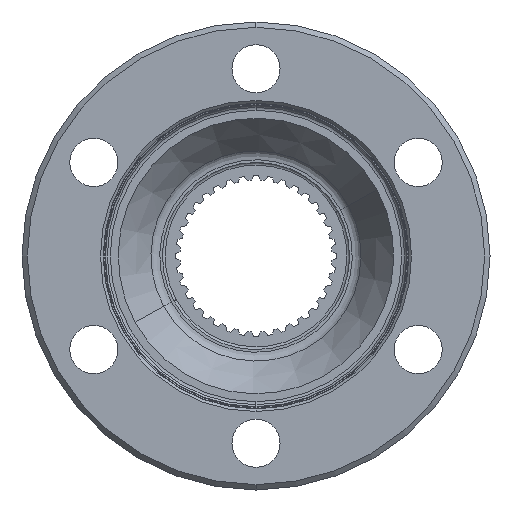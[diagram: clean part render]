
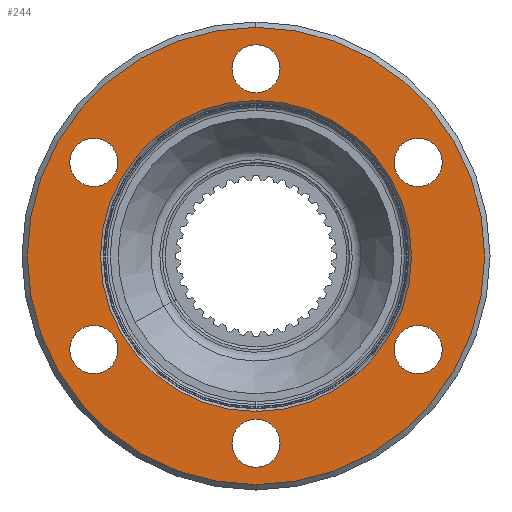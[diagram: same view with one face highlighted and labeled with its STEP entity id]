
A CAD part, left-side view. The second image highlights one B-rep face of the part: STEP entity #244.
In plain terms, the highlighted planar face has unit normal (-1, 0, 0).
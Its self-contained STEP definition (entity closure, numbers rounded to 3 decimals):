
#48=AXIS2_PLACEMENT_3D('Circle Axis2P3D',#46,#47,$) ;
#87=AXIS2_PLACEMENT_3D('Circle Axis2P3D',#85,#86,$) ;
#112=AXIS2_PLACEMENT_3D('Plane Axis2P3D',#109,#110,#111) ;
#120=AXIS2_PLACEMENT_3D('Circle Axis2P3D',#118,#119,$) ;
#129=AXIS2_PLACEMENT_3D('Circle Axis2P3D',#127,#128,$) ;
#138=AXIS2_PLACEMENT_3D('Circle Axis2P3D',#136,#137,$) ;
#147=AXIS2_PLACEMENT_3D('Circle Axis2P3D',#145,#146,$) ;
#156=AXIS2_PLACEMENT_3D('Circle Axis2P3D',#154,#155,$) ;
#165=AXIS2_PLACEMENT_3D('Circle Axis2P3D',#163,#164,$) ;
#174=AXIS2_PLACEMENT_3D('Circle Axis2P3D',#172,#173,$) ;
#183=AXIS2_PLACEMENT_3D('Circle Axis2P3D',#181,#182,$) ;
#192=AXIS2_PLACEMENT_3D('Circle Axis2P3D',#190,#191,$) ;
#201=AXIS2_PLACEMENT_3D('Circle Axis2P3D',#199,#200,$) ;
#210=AXIS2_PLACEMENT_3D('Circle Axis2P3D',#208,#209,$) ;
#219=AXIS2_PLACEMENT_3D('Circle Axis2P3D',#217,#218,$) ;
#228=AXIS2_PLACEMENT_3D('Circle Axis2P3D',#226,#227,$) ;
#237=AXIS2_PLACEMENT_3D('Circle Axis2P3D',#235,#236,$) ;
#43=CARTESIAN_POINT('Vertex',(0.,0.,42.75)) ;
#46=CARTESIAN_POINT('Axis2P3D Location',(0.,0.,0.)) ;
#50=CARTESIAN_POINT('Vertex',(0.,0.,-42.75)) ;
#85=CARTESIAN_POINT('Axis2P3D Location',(0.,0.,0.)) ;
#109=CARTESIAN_POINT('Axis2P3D Location',(0.,0.,42.75)) ;
#118=CARTESIAN_POINT('Axis2P3D Location',(0.,0.,0.)) ;
#122=CARTESIAN_POINT('Vertex',(0.,0.,-29.075)) ;
#124=CARTESIAN_POINT('Vertex',(0.,0.,29.075)) ;
#127=CARTESIAN_POINT('Axis2P3D Location',(0.,0.,0.)) ;
#136=CARTESIAN_POINT('Axis2P3D Location',(0.,0.,35.)) ;
#140=CARTESIAN_POINT('Vertex',(0.,-4.5,35.)) ;
#142=CARTESIAN_POINT('Vertex',(0.,4.5,35.)) ;
#145=CARTESIAN_POINT('Axis2P3D Location',(0.,0.,35.)) ;
#154=CARTESIAN_POINT('Axis2P3D Location',(0.,-30.311,17.5)) ;
#158=CARTESIAN_POINT('Vertex',(0.,-32.561,13.603)) ;
#160=CARTESIAN_POINT('Vertex',(0.,-28.061,21.397)) ;
#163=CARTESIAN_POINT('Axis2P3D Location',(0.,-30.311,17.5)) ;
#172=CARTESIAN_POINT('Axis2P3D Location',(0.,-30.311,-17.5)) ;
#176=CARTESIAN_POINT('Vertex',(0.,-28.061,-21.397)) ;
#178=CARTESIAN_POINT('Vertex',(0.,-32.561,-13.603)) ;
#181=CARTESIAN_POINT('Axis2P3D Location',(0.,-30.311,-17.5)) ;
#190=CARTESIAN_POINT('Axis2P3D Location',(0.,0.,-35.)) ;
#194=CARTESIAN_POINT('Vertex',(0.,4.5,-35.)) ;
#196=CARTESIAN_POINT('Vertex',(0.,-4.5,-35.)) ;
#199=CARTESIAN_POINT('Axis2P3D Location',(0.,0.,-35.)) ;
#208=CARTESIAN_POINT('Axis2P3D Location',(0.,30.311,-17.5)) ;
#212=CARTESIAN_POINT('Vertex',(0.,32.561,-13.603)) ;
#214=CARTESIAN_POINT('Vertex',(0.,28.061,-21.397)) ;
#217=CARTESIAN_POINT('Axis2P3D Location',(0.,30.311,-17.5)) ;
#226=CARTESIAN_POINT('Axis2P3D Location',(0.,30.311,17.5)) ;
#230=CARTESIAN_POINT('Vertex',(0.,28.061,21.397)) ;
#232=CARTESIAN_POINT('Vertex',(0.,32.561,13.603)) ;
#235=CARTESIAN_POINT('Axis2P3D Location',(0.,30.311,17.5)) ;
#47=DIRECTION('Axis2P3D Direction',(1.,0.,0.)) ;
#86=DIRECTION('Axis2P3D Direction',(1.,0.,0.)) ;
#110=DIRECTION('Axis2P3D Direction',(-1.,0.,0.)) ;
#111=DIRECTION('Axis2P3D XDirection',(0.,0.,1.)) ;
#119=DIRECTION('Axis2P3D Direction',(-1.,0.,0.)) ;
#128=DIRECTION('Axis2P3D Direction',(-1.,0.,0.)) ;
#137=DIRECTION('Axis2P3D Direction',(-1.,0.,0.)) ;
#146=DIRECTION('Axis2P3D Direction',(-1.,0.,0.)) ;
#155=DIRECTION('Axis2P3D Direction',(-1.,0.,0.)) ;
#164=DIRECTION('Axis2P3D Direction',(-1.,0.,0.)) ;
#173=DIRECTION('Axis2P3D Direction',(-1.,0.,0.)) ;
#182=DIRECTION('Axis2P3D Direction',(-1.,0.,0.)) ;
#191=DIRECTION('Axis2P3D Direction',(-1.,0.,0.)) ;
#200=DIRECTION('Axis2P3D Direction',(-1.,0.,0.)) ;
#209=DIRECTION('Axis2P3D Direction',(-1.,0.,0.)) ;
#218=DIRECTION('Axis2P3D Direction',(-1.,0.,0.)) ;
#227=DIRECTION('Axis2P3D Direction',(-1.,0.,0.)) ;
#236=DIRECTION('Axis2P3D Direction',(-1.,0.,0.)) ;
#115=ORIENTED_EDGE('',*,*,#52,.F.) ;
#116=ORIENTED_EDGE('',*,*,#89,.F.) ;
#133=ORIENTED_EDGE('',*,*,#126,.F.) ;
#134=ORIENTED_EDGE('',*,*,#131,.F.) ;
#151=ORIENTED_EDGE('',*,*,#144,.F.) ;
#152=ORIENTED_EDGE('',*,*,#149,.F.) ;
#169=ORIENTED_EDGE('',*,*,#162,.F.) ;
#170=ORIENTED_EDGE('',*,*,#167,.F.) ;
#187=ORIENTED_EDGE('',*,*,#180,.F.) ;
#188=ORIENTED_EDGE('',*,*,#185,.F.) ;
#205=ORIENTED_EDGE('',*,*,#198,.F.) ;
#206=ORIENTED_EDGE('',*,*,#203,.F.) ;
#223=ORIENTED_EDGE('',*,*,#216,.F.) ;
#224=ORIENTED_EDGE('',*,*,#221,.F.) ;
#241=ORIENTED_EDGE('',*,*,#234,.F.) ;
#242=ORIENTED_EDGE('',*,*,#239,.F.) ;
#135=FACE_BOUND('',#132,.T.) ;
#153=FACE_BOUND('',#150,.T.) ;
#171=FACE_BOUND('',#168,.T.) ;
#189=FACE_BOUND('',#186,.T.) ;
#207=FACE_BOUND('',#204,.T.) ;
#225=FACE_BOUND('',#222,.T.) ;
#243=FACE_BOUND('',#240,.T.) ;
#244=ADVANCED_FACE('MANIFOLD_SOLID_BREP #446717',(#117,#135,#153,#171,#189,#207,#225,#243),#113,.T.) ;
#49=CIRCLE('generated circle',#48,42.75) ;
#88=CIRCLE('generated circle',#87,42.75) ;
#121=CIRCLE('generated circle',#120,29.075) ;
#130=CIRCLE('generated circle',#129,29.075) ;
#139=CIRCLE('generated circle',#138,4.5) ;
#148=CIRCLE('generated circle',#147,4.5) ;
#157=CIRCLE('generated circle',#156,4.5) ;
#166=CIRCLE('generated circle',#165,4.5) ;
#175=CIRCLE('generated circle',#174,4.5) ;
#184=CIRCLE('generated circle',#183,4.5) ;
#193=CIRCLE('generated circle',#192,4.5) ;
#202=CIRCLE('generated circle',#201,4.5) ;
#211=CIRCLE('generated circle',#210,4.5) ;
#220=CIRCLE('generated circle',#219,4.5) ;
#229=CIRCLE('generated circle',#228,4.5) ;
#238=CIRCLE('generated circle',#237,4.5) ;
#52=EDGE_CURVE('',#44,#51,#49,.T.) ;
#89=EDGE_CURVE('',#51,#44,#88,.T.) ;
#126=EDGE_CURVE('',#123,#125,#121,.T.) ;
#131=EDGE_CURVE('',#125,#123,#130,.T.) ;
#144=EDGE_CURVE('',#141,#143,#139,.T.) ;
#149=EDGE_CURVE('',#143,#141,#148,.T.) ;
#162=EDGE_CURVE('',#159,#161,#157,.T.) ;
#167=EDGE_CURVE('',#161,#159,#166,.T.) ;
#180=EDGE_CURVE('',#177,#179,#175,.T.) ;
#185=EDGE_CURVE('',#179,#177,#184,.T.) ;
#198=EDGE_CURVE('',#195,#197,#193,.T.) ;
#203=EDGE_CURVE('',#197,#195,#202,.T.) ;
#216=EDGE_CURVE('',#213,#215,#211,.T.) ;
#221=EDGE_CURVE('',#215,#213,#220,.T.) ;
#234=EDGE_CURVE('',#231,#233,#229,.T.) ;
#239=EDGE_CURVE('',#233,#231,#238,.T.) ;
#114=EDGE_LOOP('',(#115,#116)) ;
#132=EDGE_LOOP('',(#133,#134)) ;
#150=EDGE_LOOP('',(#151,#152)) ;
#168=EDGE_LOOP('',(#169,#170)) ;
#186=EDGE_LOOP('',(#187,#188)) ;
#204=EDGE_LOOP('',(#205,#206)) ;
#222=EDGE_LOOP('',(#223,#224)) ;
#240=EDGE_LOOP('',(#241,#242)) ;
#117=FACE_OUTER_BOUND('',#114,.T.) ;
#113=PLANE('Plane',#112) ;
#44=VERTEX_POINT('',#43) ;
#51=VERTEX_POINT('',#50) ;
#123=VERTEX_POINT('',#122) ;
#125=VERTEX_POINT('',#124) ;
#141=VERTEX_POINT('',#140) ;
#143=VERTEX_POINT('',#142) ;
#159=VERTEX_POINT('',#158) ;
#161=VERTEX_POINT('',#160) ;
#177=VERTEX_POINT('',#176) ;
#179=VERTEX_POINT('',#178) ;
#195=VERTEX_POINT('',#194) ;
#197=VERTEX_POINT('',#196) ;
#213=VERTEX_POINT('',#212) ;
#215=VERTEX_POINT('',#214) ;
#231=VERTEX_POINT('',#230) ;
#233=VERTEX_POINT('',#232) ;
